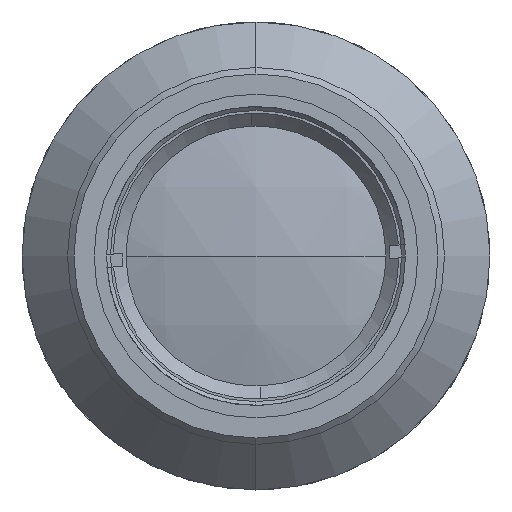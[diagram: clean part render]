
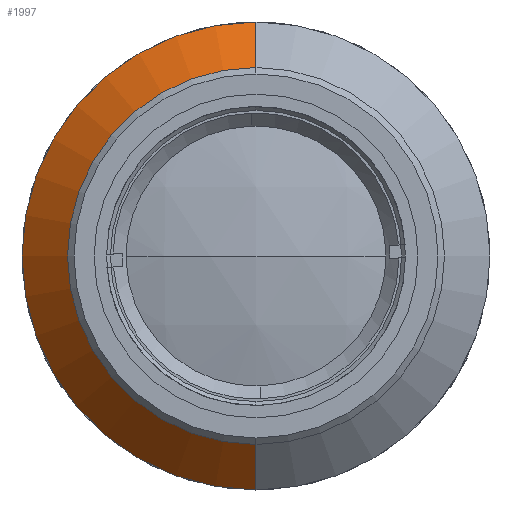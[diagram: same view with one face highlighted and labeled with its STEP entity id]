
A CAD part, left-side view. The second image highlights one B-rep face of the part: STEP entity #1997.
In plain terms, the highlighted conical face has half-angle 45 degrees and reference radius 18 mm.
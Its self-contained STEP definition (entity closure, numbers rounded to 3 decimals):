
#223 = DIRECTION ( 'NONE',  ( 0.707, 0., 0.707 ) ) ;
#246 = ORIENTED_EDGE ( 'NONE', *, *, #879, .T. ) ;
#597 = CARTESIAN_POINT ( 'NONE',  ( 23.499, 0., 18. ) ) ;
#702 = CIRCLE ( 'NONE', #2840, 18. ) ;
#756 = DIRECTION ( 'NONE',  ( 0., 0., -1. ) ) ;
#855 = CARTESIAN_POINT ( 'NONE',  ( 23.499, 0., 18. ) ) ;
#879 = EDGE_CURVE ( 'NONE', #1986, #4174, #702, .T. ) ;
#893 = CARTESIAN_POINT ( 'NONE',  ( 19.999, 0., 0. ) ) ;
#1011 = CARTESIAN_POINT ( 'NONE',  ( 19.999, 0., -14.5 ) ) ;
#1026 = ORIENTED_EDGE ( 'NONE', *, *, #4171, .T. ) ;
#1294 = EDGE_CURVE ( 'NONE', #4401, #4174, #1780, .T. ) ;
#1726 = CARTESIAN_POINT ( 'NONE',  ( 23.499, 0., -18. ) ) ;
#1780 = LINE ( 'NONE', #3261, #3613 ) ;
#1986 = VERTEX_POINT ( 'NONE', #855 ) ;
#1997 = ADVANCED_FACE ( 'NONE', ( #3820 ), #3643, .T. ) ;
#2132 = ORIENTED_EDGE ( 'NONE', *, *, #3932, .F. ) ;
#2561 = ORIENTED_EDGE ( 'NONE', *, *, #1294, .F. ) ;
#2683 = DIRECTION ( 'NONE',  ( 1., 0., 0. ) ) ;
#2840 = AXIS2_PLACEMENT_3D ( 'NONE', #4709, #4785, #3367 ) ;
#2893 = CIRCLE ( 'NONE', #3599, 14.5 ) ;
#3050 = VECTOR ( 'NONE', #223, 1000. ) ;
#3056 = CARTESIAN_POINT ( 'NONE',  ( 23.499, 0., 0. ) ) ;
#3165 = DIRECTION ( 'NONE',  ( -1., 0., 0. ) ) ;
#3261 = CARTESIAN_POINT ( 'NONE',  ( 23.499, 0., -18. ) ) ;
#3367 = DIRECTION ( 'NONE',  ( 0., 0., 1. ) ) ;
#3404 = AXIS2_PLACEMENT_3D ( 'NONE', #3056, #2683, #756 ) ;
#3582 = DIRECTION ( 'NONE',  ( 0., 0., 1. ) ) ;
#3599 = AXIS2_PLACEMENT_3D ( 'NONE', #893, #3165, #3582 ) ;
#3613 = VECTOR ( 'NONE', #4034, 1000. ) ;
#3643 = CONICAL_SURFACE ( 'NONE', #3404, 18., 0.785 ) ;
#3820 = FACE_OUTER_BOUND ( 'NONE', #4548, .T. ) ;
#3932 = EDGE_CURVE ( 'NONE', #4585, #4401, #2893, .T. ) ;
#3949 = CARTESIAN_POINT ( 'NONE',  ( 19.999, 0., 14.5 ) ) ;
#3979 = LINE ( 'NONE', #597, #3050 ) ;
#4034 = DIRECTION ( 'NONE',  ( 0.707, 0., -0.707 ) ) ;
#4171 = EDGE_CURVE ( 'NONE', #4585, #1986, #3979, .T. ) ;
#4174 = VERTEX_POINT ( 'NONE', #1726 ) ;
#4401 = VERTEX_POINT ( 'NONE', #1011 ) ;
#4548 = EDGE_LOOP ( 'NONE', ( #2132, #1026, #246, #2561 ) ) ;
#4585 = VERTEX_POINT ( 'NONE', #3949 ) ;
#4709 = CARTESIAN_POINT ( 'NONE',  ( 23.499, 0., 0. ) ) ;
#4785 = DIRECTION ( 'NONE',  ( -1., 0., 0. ) ) ;
